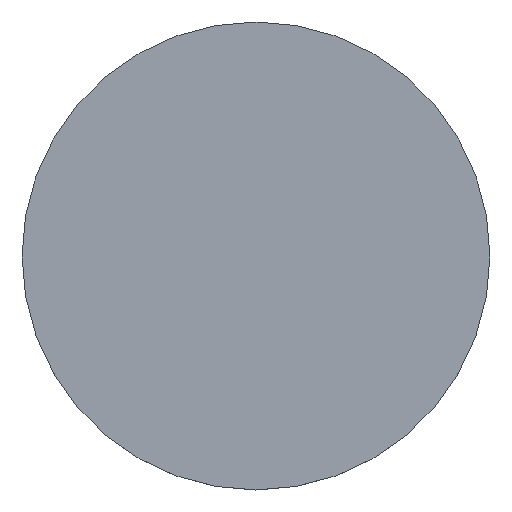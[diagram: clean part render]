
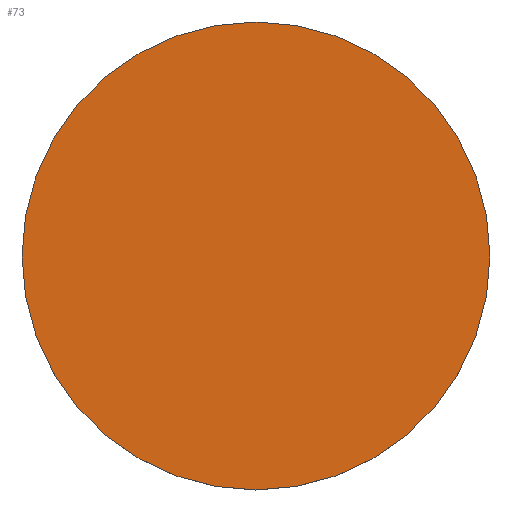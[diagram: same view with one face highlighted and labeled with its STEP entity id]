
A CAD part, top view. The second image highlights one B-rep face of the part: STEP entity #73.
In plain terms, the highlighted planar face has unit normal (0, 0, 1).
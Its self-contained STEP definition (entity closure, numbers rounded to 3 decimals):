
#14 = AXIS2_PLACEMENT_3D ( 'NONE', #117, #17, #118 ) ;
#17 = DIRECTION ( 'NONE',  ( 0., 0., -1. ) ) ;
#20 = CIRCLE ( 'NONE', #91, 25.4 ) ;
#22 = EDGE_CURVE ( 'NONE', #124, #141, #53, .T. ) ;
#28 = EDGE_CURVE ( 'NONE', #141, #124, #20, .T. ) ;
#32 = CARTESIAN_POINT ( 'NONE',  ( 25.4, 0., 5.4 ) ) ;
#36 = FACE_OUTER_BOUND ( 'NONE', #193, .T. ) ;
#53 = CIRCLE ( 'NONE', #14, 25.4 ) ;
#59 = DIRECTION ( 'NONE',  ( 0., 0., 1. ) ) ;
#60 = DIRECTION ( 'NONE',  ( 1., 0., 0. ) ) ;
#73 = ADVANCED_FACE ( 'NONE', ( #36 ), #174, .T. ) ;
#91 = AXIS2_PLACEMENT_3D ( 'NONE', #206, #171, #100 ) ;
#100 = DIRECTION ( 'NONE',  ( 1., 0., 0. ) ) ;
#116 = ORIENTED_EDGE ( 'NONE', *, *, #28, .F. ) ;
#117 = CARTESIAN_POINT ( 'NONE',  ( 0., 0., 5.4 ) ) ;
#118 = DIRECTION ( 'NONE',  ( 1., 0., 0. ) ) ;
#124 = VERTEX_POINT ( 'NONE', #192 ) ;
#141 = VERTEX_POINT ( 'NONE', #32 ) ;
#145 = ORIENTED_EDGE ( 'NONE', *, *, #22, .F. ) ;
#169 = CARTESIAN_POINT ( 'NONE',  ( 0., 52.02, 5.4 ) ) ;
#171 = DIRECTION ( 'NONE',  ( 0., 0., -1. ) ) ;
#174 = PLANE ( 'NONE',  #232 ) ;
#192 = CARTESIAN_POINT ( 'NONE',  ( -25.4, 0., 5.4 ) ) ;
#193 = EDGE_LOOP ( 'NONE', ( #116, #145 ) ) ;
#206 = CARTESIAN_POINT ( 'NONE',  ( 0., 0., 5.4 ) ) ;
#232 = AXIS2_PLACEMENT_3D ( 'NONE', #169, #59, #60 ) ;
